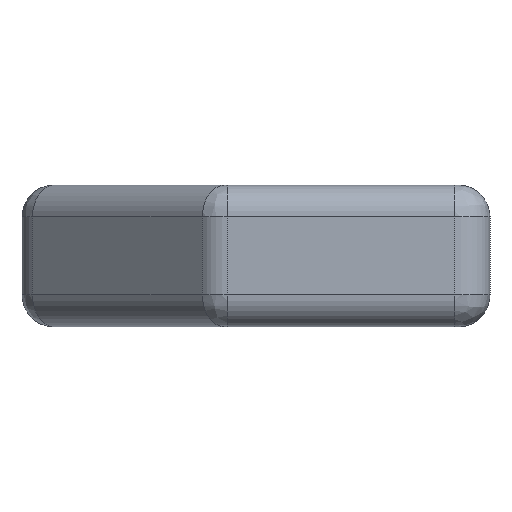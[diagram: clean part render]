
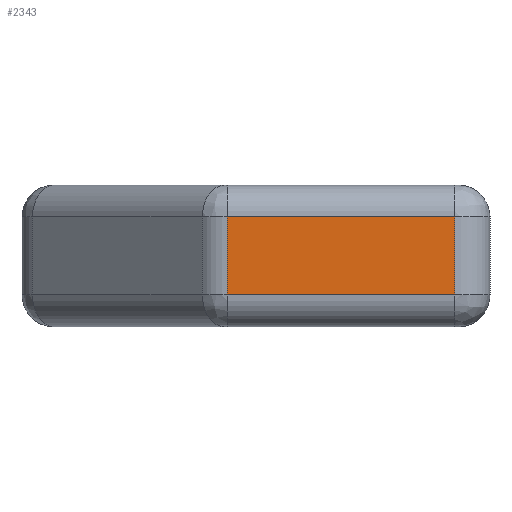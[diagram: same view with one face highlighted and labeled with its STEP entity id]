
A CAD part, left-side view. The second image highlights one B-rep face of the part: STEP entity #2343.
In plain terms, the highlighted planar face has unit normal (-1, 0, 0).
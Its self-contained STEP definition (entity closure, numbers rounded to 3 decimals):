
#80 = DIRECTION ( 'NONE',  ( 0., 1., 0. ) ) ;
#174 = VECTOR ( 'NONE', #1175, 1000. ) ;
#182 = ORIENTED_EDGE ( 'NONE', *, *, #2211, .T. ) ;
#229 = CARTESIAN_POINT ( 'NONE',  ( -22., 7.042, 10. ) ) ;
#230 = CARTESIAN_POINT ( 'NONE',  ( -22., 7.042, 5.5 ) ) ;
#241 = DIRECTION ( 'NONE',  ( 0., 1., 0. ) ) ;
#322 = CARTESIAN_POINT ( 'NONE',  ( -22., -25., 10. ) ) ;
#329 = FACE_OUTER_BOUND ( 'NONE', #614, .T. ) ;
#342 = CARTESIAN_POINT ( 'NONE',  ( -22., 0., 10. ) ) ;
#411 = LINE ( 'NONE', #322, #174 ) ;
#533 = VERTEX_POINT ( 'NONE', #2440 ) ;
#614 = EDGE_LOOP ( 'NONE', ( #1602, #764, #182, #1863 ) ) ;
#658 = LINE ( 'NONE', #229, #2576 ) ;
#663 = VERTEX_POINT ( 'NONE', #1196 ) ;
#712 = EDGE_CURVE ( 'NONE', #1742, #2432, #1714, .T. ) ;
#764 = ORIENTED_EDGE ( 'NONE', *, *, #825, .T. ) ;
#825 = EDGE_CURVE ( 'NONE', #663, #533, #2150, .T. ) ;
#864 = DIRECTION ( 'NONE',  ( 0., -1., 0. ) ) ;
#887 = CARTESIAN_POINT ( 'NONE',  ( -22., 0., -5.5 ) ) ;
#906 = DIRECTION ( 'NONE',  ( 1., 0., 0. ) ) ;
#1034 = AXIS2_PLACEMENT_3D ( 'NONE', #342, #906, #80 ) ;
#1055 = DIRECTION ( 'NONE',  ( 0., 0., -1. ) ) ;
#1175 = DIRECTION ( 'NONE',  ( 0., 0., 1. ) ) ;
#1196 = CARTESIAN_POINT ( 'NONE',  ( -22., 7.042, -5.5 ) ) ;
#1602 = ORIENTED_EDGE ( 'NONE', *, *, #2574, .T. ) ;
#1608 = CARTESIAN_POINT ( 'NONE',  ( -22., 7.042, 5.5 ) ) ;
#1714 = LINE ( 'NONE', #230, #2489 ) ;
#1742 = VERTEX_POINT ( 'NONE', #2185 ) ;
#1863 = ORIENTED_EDGE ( 'NONE', *, *, #712, .T. ) ;
#2150 = LINE ( 'NONE', #887, #2704 ) ;
#2185 = CARTESIAN_POINT ( 'NONE',  ( -22., -25., 5.5 ) ) ;
#2211 = EDGE_CURVE ( 'NONE', #533, #1742, #411, .T. ) ;
#2343 = ADVANCED_FACE ( 'NONE', ( #329 ), #2400, .F. ) ;
#2400 = PLANE ( 'NONE',  #1034 ) ;
#2432 = VERTEX_POINT ( 'NONE', #1608 ) ;
#2440 = CARTESIAN_POINT ( 'NONE',  ( -22., -25., -5.5 ) ) ;
#2489 = VECTOR ( 'NONE', #241, 1000. ) ;
#2574 = EDGE_CURVE ( 'NONE', #2432, #663, #658, .T. ) ;
#2576 = VECTOR ( 'NONE', #1055, 1000. ) ;
#2704 = VECTOR ( 'NONE', #864, 1000. ) ;
